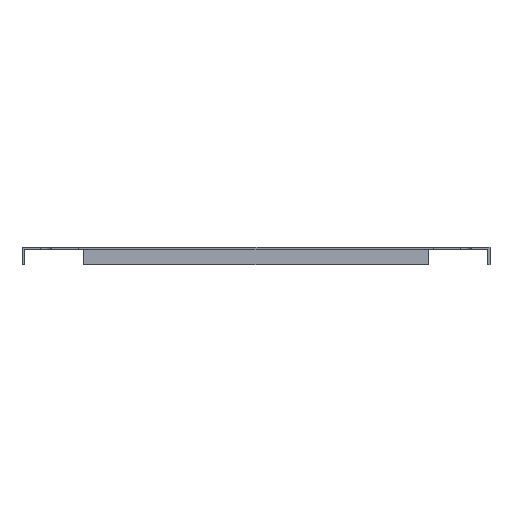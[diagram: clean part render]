
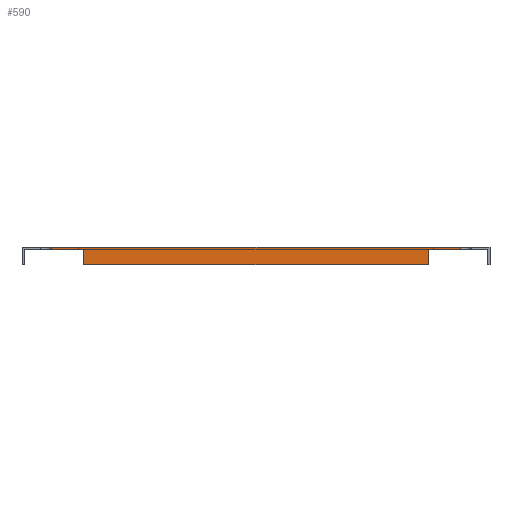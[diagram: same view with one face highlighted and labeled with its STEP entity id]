
A CAD part, front view. The second image highlights one B-rep face of the part: STEP entity #590.
In plain terms, the highlighted planar face has unit normal (0, -1, 0).
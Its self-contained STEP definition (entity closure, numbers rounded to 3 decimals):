
#53 = DIRECTION ( 'NONE',  ( 1., 0., 0. ) ) ;
#118 = VERTEX_POINT ( 'NONE', #1169 ) ;
#129 = VERTEX_POINT ( 'NONE', #2804 ) ;
#183 = ORIENTED_EDGE ( 'NONE', *, *, #2155, .F. ) ;
#211 = DIRECTION ( 'NONE',  ( 1., 0., 0. ) ) ;
#243 = EDGE_CURVE ( 'NONE', #1041, #654, #4014, .T. ) ;
#469 = CARTESIAN_POINT ( 'NONE',  ( 68.5, 15., -22.5 ) ) ;
#479 = LINE ( 'NONE', #2092, #949 ) ;
#550 = ORIENTED_EDGE ( 'NONE', *, *, #3249, .T. ) ;
#573 = LINE ( 'NONE', #3789, #1867 ) ;
#590 = ADVANCED_FACE ( 'NONE', ( #5218 ), #2796, .T. ) ;
#599 = AXIS2_PLACEMENT_3D ( 'NONE', #1667, #3691, #2849 ) ;
#604 = ORIENTED_EDGE ( 'NONE', *, *, #2698, .F. ) ;
#610 = LINE ( 'NONE', #2224, #4235 ) ;
#630 = EDGE_CURVE ( 'NONE', #129, #3526, #2488, .T. ) ;
#654 = VERTEX_POINT ( 'NONE', #1643 ) ;
#683 = VECTOR ( 'NONE', #4878, 1000. ) ;
#949 = VECTOR ( 'NONE', #1694, 1000. ) ;
#1041 = VERTEX_POINT ( 'NONE', #4550 ) ;
#1169 = CARTESIAN_POINT ( 'NONE',  ( 495., 15., -20. ) ) ;
#1170 = CARTESIAN_POINT ( 'NONE',  ( 68.5, 15., -2.5 ) ) ;
#1258 = ORIENTED_EDGE ( 'NONE', *, *, #630, .F. ) ;
#1384 = EDGE_CURVE ( 'NONE', #2270, #3526, #610, .T. ) ;
#1643 = CARTESIAN_POINT ( 'NONE',  ( 531.5, 15., -2.5 ) ) ;
#1662 = EDGE_CURVE ( 'NONE', #2724, #4692, #479, .T. ) ;
#1666 = DIRECTION ( 'NONE',  ( 0., 0., 1. ) ) ;
#1667 = CARTESIAN_POINT ( 'NONE',  ( 35., 15., -2.5 ) ) ;
#1694 = DIRECTION ( 'NONE',  ( 1., 0., 0. ) ) ;
#1700 = CARTESIAN_POINT ( 'NONE',  ( 35., 15., -2.5 ) ) ;
#1717 = LINE ( 'NONE', #469, #2806 ) ;
#1831 = EDGE_CURVE ( 'NONE', #654, #4692, #573, .T. ) ;
#1867 = VECTOR ( 'NONE', #1666, 1000. ) ;
#1910 = CARTESIAN_POINT ( 'NONE',  ( 495., 15., -20. ) ) ;
#1930 = ORIENTED_EDGE ( 'NONE', *, *, #243, .T. ) ;
#2092 = CARTESIAN_POINT ( 'NONE',  ( 35., 15., 0. ) ) ;
#2155 = EDGE_CURVE ( 'NONE', #2270, #2724, #1717, .T. ) ;
#2175 = ORIENTED_EDGE ( 'NONE', *, *, #1662, .F. ) ;
#2224 = CARTESIAN_POINT ( 'NONE',  ( 35., 15., -2.5 ) ) ;
#2270 = VERTEX_POINT ( 'NONE', #1170 ) ;
#2405 = CARTESIAN_POINT ( 'NONE',  ( 105., 15., -20. ) ) ;
#2488 = LINE ( 'NONE', #2405, #683 ) ;
#2698 = EDGE_CURVE ( 'NONE', #118, #129, #4326, .T. ) ;
#2724 = VERTEX_POINT ( 'NONE', #5141 ) ;
#2749 = DIRECTION ( 'NONE',  ( -1., 0., 0. ) ) ;
#2796 = PLANE ( 'NONE',  #599 ) ;
#2804 = CARTESIAN_POINT ( 'NONE',  ( 105., 15., -20. ) ) ;
#2806 = VECTOR ( 'NONE', #3711, 1000. ) ;
#2849 = DIRECTION ( 'NONE',  ( 1., 0., 0. ) ) ;
#2918 = CARTESIAN_POINT ( 'NONE',  ( 105., 15., -2.5 ) ) ;
#3218 = CARTESIAN_POINT ( 'NONE',  ( 105., 15., -20. ) ) ;
#3249 = EDGE_CURVE ( 'NONE', #118, #1041, #4705, .T. ) ;
#3373 = EDGE_LOOP ( 'NONE', ( #4722, #2175, #183, #3480, #1258, #604, #550, #1930 ) ) ;
#3480 = ORIENTED_EDGE ( 'NONE', *, *, #1384, .T. ) ;
#3526 = VERTEX_POINT ( 'NONE', #2918 ) ;
#3691 = DIRECTION ( 'NONE',  ( 0., -1., 0. ) ) ;
#3711 = DIRECTION ( 'NONE',  ( 0., 0., 1. ) ) ;
#3789 = CARTESIAN_POINT ( 'NONE',  ( 531.5, 15., -22.5 ) ) ;
#3883 = DIRECTION ( 'NONE',  ( 0., 0., 1. ) ) ;
#4014 = LINE ( 'NONE', #1700, #4132 ) ;
#4132 = VECTOR ( 'NONE', #53, 1000. ) ;
#4235 = VECTOR ( 'NONE', #211, 1000. ) ;
#4326 = LINE ( 'NONE', #3218, #4647 ) ;
#4495 = VECTOR ( 'NONE', #3883, 1000. ) ;
#4550 = CARTESIAN_POINT ( 'NONE',  ( 495., 15., -2.5 ) ) ;
#4647 = VECTOR ( 'NONE', #2749, 1000. ) ;
#4654 = CARTESIAN_POINT ( 'NONE',  ( 531.5, 15., 0. ) ) ;
#4692 = VERTEX_POINT ( 'NONE', #4654 ) ;
#4705 = LINE ( 'NONE', #1910, #4495 ) ;
#4722 = ORIENTED_EDGE ( 'NONE', *, *, #1831, .T. ) ;
#4878 = DIRECTION ( 'NONE',  ( 0., 0., 1. ) ) ;
#5141 = CARTESIAN_POINT ( 'NONE',  ( 68.5, 15., 0. ) ) ;
#5218 = FACE_OUTER_BOUND ( 'NONE', #3373, .T. ) ;
